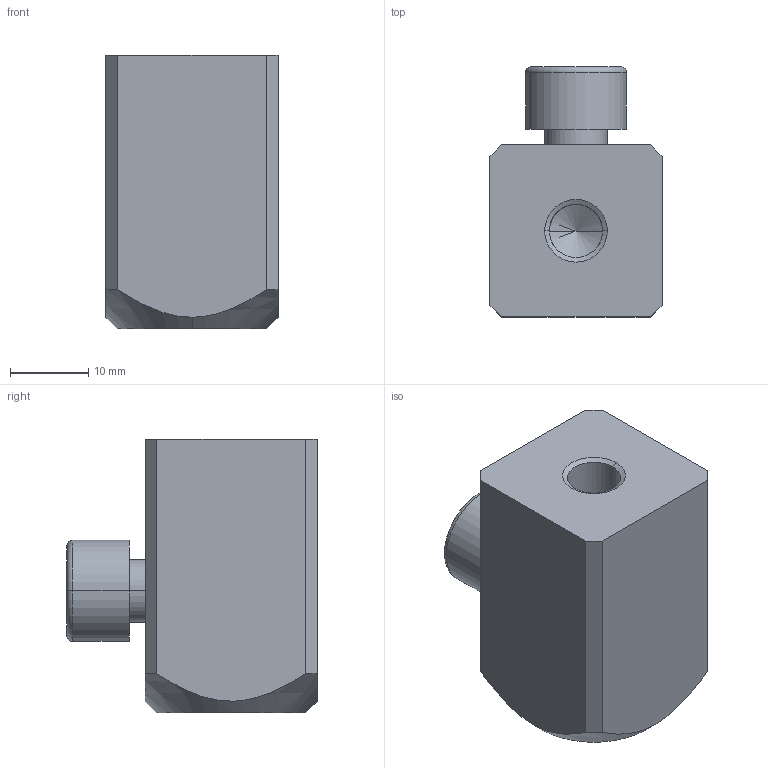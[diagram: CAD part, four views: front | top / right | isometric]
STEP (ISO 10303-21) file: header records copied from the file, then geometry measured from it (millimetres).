
FILE_DESCRIPTION(('Creo Elements/Direct Modeling STEP Export'),'2;1');
FILE_NAME('44.0115_Gewindeeinsatz-MMS-44_M8.stp','2022-03-21T 8:57:25',(''),(''),'PTC Creo Elements/Direct Modeling STEP processor for AP214 (Solid Model)','PTC Creo Elements/Direct Modeling 19.0C 15-Aug-2015 (C) Parametric Technology GmbH','');
FILE_SCHEMA(('AUTOMOTIVE_DESIGN { 1 0 10303 214 1 1 1 1 }'));
Length unit declared in the file: millimetre
Products named in the file (3): Gewindeeinsatz-MMS-44_M8_96.4030_PX173377; Spannschraube-MMS-4455_Verbinder_96.4005_PX171732.02; Gewindeeinsatz-MMS-44_M8_44.0115_PX173379
Assembly tree (2 placements, depth 2):
  Gewindeeinsatz-MMS-44_M8_44.0115_PX173379
    Spannschraube-MMS-4455_Verbinder_96.4005_PX171732.02
    Gewindeeinsatz-MMS-44_M8_96.4030_PX173377
Bounding box: 22 x 32 x 35 mm (x, y, z)
Volume: 16487.6 mm3; surface area: 5241.7 mm2
Topology: 2 solids, 2 shells, 57 faces, 138 edges, 83 vertices
Faces by surface type: plane 21, cylinder 20, cone 14, torus 2
Entity records: 2143 total; most frequent: CARTESIAN_POINT 833, ORIENTED_EDGE 268, DIRECTION 206, EDGE_CURVE 134, VERTEX_POINT 83, AXIS2_PLACEMENT_3D 72, VECTOR 62, LINE 62
